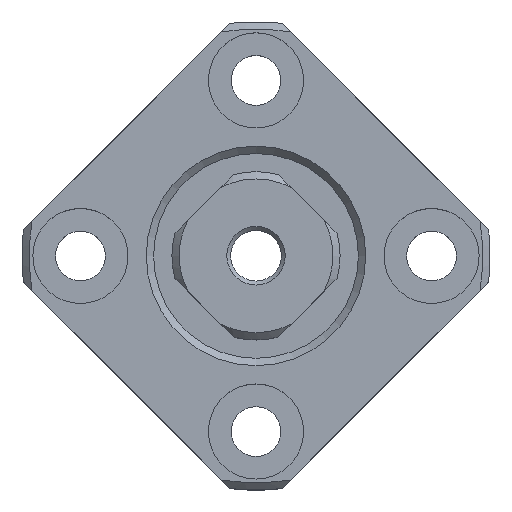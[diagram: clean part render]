
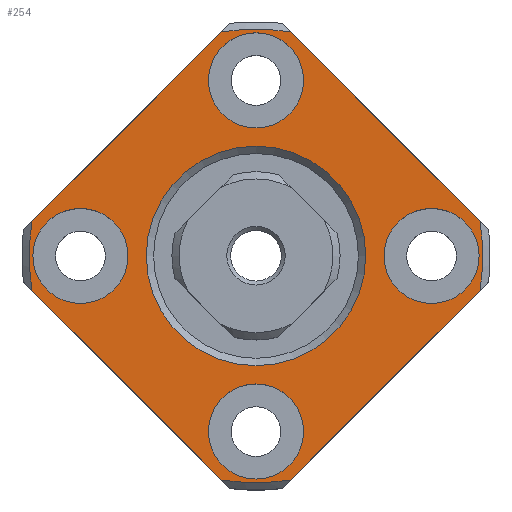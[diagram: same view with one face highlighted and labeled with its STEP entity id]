
A CAD part, top view. The second image highlights one B-rep face of the part: STEP entity #254.
In plain terms, the highlighted face is planar.
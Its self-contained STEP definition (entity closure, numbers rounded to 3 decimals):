
#254 = ADVANCED_FACE( '', ( #481, #482, #483, #484, #485, #486 ), #487, .F. );
#481 = FACE_OUTER_BOUND( '', #732, .T. );
#482 = FACE_BOUND( '', #733, .T. );
#483 = FACE_BOUND( '', #734, .T. );
#484 = FACE_BOUND( '', #735, .T. );
#485 = FACE_BOUND( '', #736, .T. );
#486 = FACE_BOUND( '', #737, .T. );
#487 = PLANE( '', #738 );
#732 = EDGE_LOOP( '', ( #1382, #1383, #1384, #1385, #1386, #1387, #1388, #1389 ) );
#733 = EDGE_LOOP( '', ( #1390 ) );
#734 = EDGE_LOOP( '', ( #1391 ) );
#735 = EDGE_LOOP( '', ( #1392 ) );
#736 = EDGE_LOOP( '', ( #1393 ) );
#737 = EDGE_LOOP( '', ( #1394 ) );
#738 = AXIS2_PLACEMENT_3D( '', #1395, #1396, #1397 );
#1382 = ORIENTED_EDGE( '', *, *, #1603, .F. );
#1383 = ORIENTED_EDGE( '', *, *, #1545, .F. );
#1384 = ORIENTED_EDGE( '', *, *, #1604, .F. );
#1385 = ORIENTED_EDGE( '', *, *, #1551, .F. );
#1386 = ORIENTED_EDGE( '', *, *, #1602, .F. );
#1387 = ORIENTED_EDGE( '', *, *, #1556, .F. );
#1388 = ORIENTED_EDGE( '', *, *, #1508, .F. );
#1389 = ORIENTED_EDGE( '', *, *, #1540, .F. );
#1390 = ORIENTED_EDGE( '', *, *, #1616, .T. );
#1391 = ORIENTED_EDGE( '', *, *, #1619, .T. );
#1392 = ORIENTED_EDGE( '', *, *, #1622, .T. );
#1393 = ORIENTED_EDGE( '', *, *, #1625, .T. );
#1394 = ORIENTED_EDGE( '', *, *, #1638, .T. );
#1395 = CARTESIAN_POINT( '', ( -6., 3.5, 0. ) );
#1396 = DIRECTION( '', ( 1., 0., 0. ) );
#1397 = DIRECTION( '', ( 0., 0., -1. ) );
#1508 = EDGE_CURVE( '', #1735, #1738, #1739, .T. );
#1540 = EDGE_CURVE( '', #1797, #1735, #1799, .T. );
#1545 = EDGE_CURVE( '', #1806, #1808, #1809, .T. );
#1551 = EDGE_CURVE( '', #1818, #1820, #1821, .T. );
#1556 = EDGE_CURVE( '', #1738, #1829, #1830, .T. );
#1602 = EDGE_CURVE( '', #1829, #1818, #1896, .T. );
#1603 = EDGE_CURVE( '', #1808, #1797, #1897, .T. );
#1604 = EDGE_CURVE( '', #1820, #1806, #1898, .T. );
#1616 = EDGE_CURVE( '', #1921, #1921, #1922, .T. );
#1619 = EDGE_CURVE( '', #1927, #1927, #1928, .T. );
#1622 = EDGE_CURVE( '', #1933, #1933, #1934, .T. );
#1625 = EDGE_CURVE( '', #1939, #1939, #1940, .T. );
#1638 = EDGE_CURVE( '', #1965, #1965, #1966, .T. );
#1735 = VERTEX_POINT( '', #2164 );
#1738 = VERTEX_POINT( '', #2170 );
#1739 = CIRCLE( '', #2171, 15.5 );
#1797 = VERTEX_POINT( '', #2259 );
#1799 = LINE( '', #2264, #2265 );
#1806 = VERTEX_POINT( '', #2275 );
#1808 = VERTEX_POINT( '', #2280 );
#1809 = LINE( '', #2281, #2282 );
#1818 = VERTEX_POINT( '', #2297 );
#1820 = VERTEX_POINT( '', #2302 );
#1821 = LINE( '', #2303, #2304 );
#1829 = VERTEX_POINT( '', #2318 );
#1830 = LINE( '', #2319, #2320 );
#1896 = CIRCLE( '', #2411, 15.5 );
#1897 = CIRCLE( '', #2412, 15.5 );
#1898 = CIRCLE( '', #2413, 15.5 );
#1921 = VERTEX_POINT( '', #2452 );
#1922 = CIRCLE( '', #2453, 3.25 );
#1927 = VERTEX_POINT( '', #2458 );
#1928 = CIRCLE( '', #2459, 3.25 );
#1933 = VERTEX_POINT( '', #2464 );
#1934 = CIRCLE( '', #2465, 3.25 );
#1939 = VERTEX_POINT( '', #2470 );
#1940 = CIRCLE( '', #2471, 3.25 );
#1965 = VERTEX_POINT( '', #2496 );
#1966 = CIRCLE( '', #2497, 7.5 );
#2164 = CARTESIAN_POINT( '', ( -6., 2.358, 15.32 ) );
#2170 = CARTESIAN_POINT( '', ( -6., -2.358, 15.32 ) );
#2171 = AXIS2_PLACEMENT_3D( '', #2654, #2655, #2656 );
#2259 = CARTESIAN_POINT( '', ( -6., 15.32, 2.358 ) );
#2264 = CARTESIAN_POINT( '', ( -6., 17.678, 0. ) );
#2265 = VECTOR( '', #2702, 1000. );
#2275 = CARTESIAN_POINT( '', ( -6., 2.358, -15.32 ) );
#2280 = CARTESIAN_POINT( '', ( -6., 15.32, -2.358 ) );
#2281 = CARTESIAN_POINT( '', ( -6., 0., -17.678 ) );
#2282 = VECTOR( '', #2706, 1000. );
#2297 = CARTESIAN_POINT( '', ( -6., -15.32, -2.358 ) );
#2302 = CARTESIAN_POINT( '', ( -6., -2.358, -15.32 ) );
#2303 = CARTESIAN_POINT( '', ( -6., -17.678, 0. ) );
#2304 = VECTOR( '', #2710, 1000. );
#2318 = CARTESIAN_POINT( '', ( -6., -15.32, 2.358 ) );
#2319 = CARTESIAN_POINT( '', ( -6., 0., 17.678 ) );
#2320 = VECTOR( '', #2714, 1000. );
#2411 = AXIS2_PLACEMENT_3D( '', #2809, #2810, #2811 );
#2412 = AXIS2_PLACEMENT_3D( '', #2812, #2813, #2814 );
#2413 = AXIS2_PLACEMENT_3D( '', #2815, #2816, #2817 );
#2452 = CARTESIAN_POINT( '', ( -6., 0., -15.25 ) );
#2453 = AXIS2_PLACEMENT_3D( '', #2831, #2832, #2833 );
#2458 = CARTESIAN_POINT( '', ( -6., -12., -3.25 ) );
#2459 = AXIS2_PLACEMENT_3D( '', #2840, #2841, #2842 );
#2464 = CARTESIAN_POINT( '', ( -6., 0., 8.75 ) );
#2465 = AXIS2_PLACEMENT_3D( '', #2849, #2850, #2851 );
#2470 = CARTESIAN_POINT( '', ( -6., 12., -3.25 ) );
#2471 = AXIS2_PLACEMENT_3D( '', #2858, #2859, #2860 );
#2496 = CARTESIAN_POINT( '', ( -6., 0., -7.5 ) );
#2497 = AXIS2_PLACEMENT_3D( '', #2897, #2898, #2899 );
#2654 = CARTESIAN_POINT( '', ( -6., 0., 0. ) );
#2655 = DIRECTION( '', ( 1., 0., 0. ) );
#2656 = DIRECTION( '', ( 0., 0., -1. ) );
#2702 = DIRECTION( '', ( 0., -0.707, 0.707 ) );
#2706 = DIRECTION( '', ( 0., 0.707, 0.707 ) );
#2710 = DIRECTION( '', ( 0., 0.707, -0.707 ) );
#2714 = DIRECTION( '', ( 0., -0.707, -0.707 ) );
#2809 = CARTESIAN_POINT( '', ( -6., 0., 0. ) );
#2810 = DIRECTION( '', ( 1., 0., 0. ) );
#2811 = DIRECTION( '', ( 0., 0., -1. ) );
#2812 = CARTESIAN_POINT( '', ( -6., 0., 0. ) );
#2813 = DIRECTION( '', ( 1., 0., 0. ) );
#2814 = DIRECTION( '', ( 0., 0., -1. ) );
#2815 = CARTESIAN_POINT( '', ( -6., 0., 0. ) );
#2816 = DIRECTION( '', ( 1., 0., 0. ) );
#2817 = DIRECTION( '', ( 0., 0., -1. ) );
#2831 = CARTESIAN_POINT( '', ( -6., 0., -12. ) );
#2832 = DIRECTION( '', ( 1., 0., 0. ) );
#2833 = DIRECTION( '', ( 0., 0., -1. ) );
#2840 = CARTESIAN_POINT( '', ( -6., -12., 0. ) );
#2841 = DIRECTION( '', ( 1., 0., 0. ) );
#2842 = DIRECTION( '', ( 0., 0., -1. ) );
#2849 = CARTESIAN_POINT( '', ( -6., 0., 12. ) );
#2850 = DIRECTION( '', ( 1., 0., 0. ) );
#2851 = DIRECTION( '', ( 0., 0., -1. ) );
#2858 = CARTESIAN_POINT( '', ( -6., 12., 0. ) );
#2859 = DIRECTION( '', ( 1., 0., 0. ) );
#2860 = DIRECTION( '', ( 0., 0., -1. ) );
#2897 = CARTESIAN_POINT( '', ( -6., 0., 0. ) );
#2898 = DIRECTION( '', ( 1., 0., 0. ) );
#2899 = DIRECTION( '', ( 0., 0., -1. ) );
